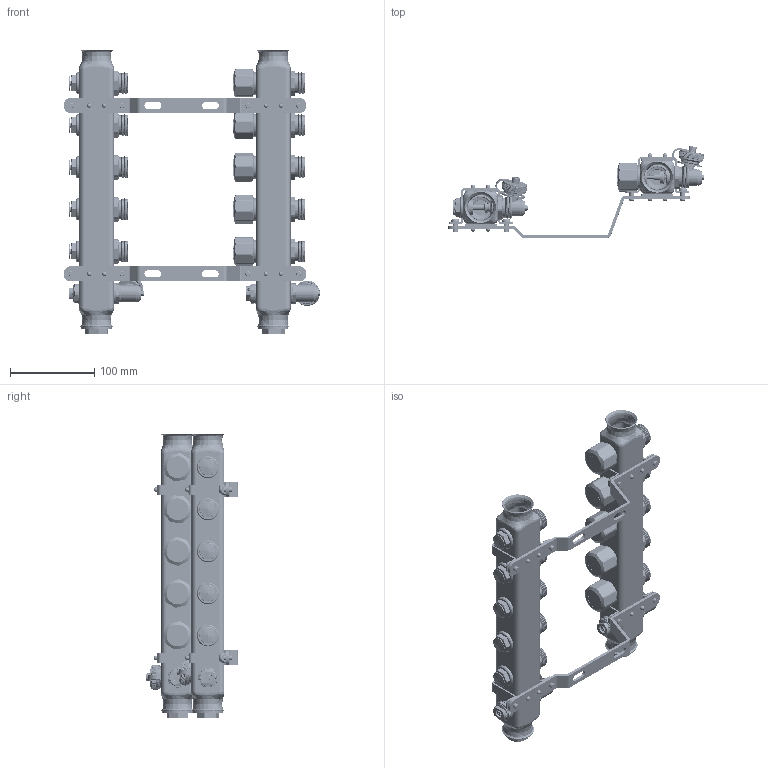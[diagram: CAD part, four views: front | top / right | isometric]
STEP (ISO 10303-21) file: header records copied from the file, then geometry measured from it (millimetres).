
FILE_DESCRIPTION (( 'STEP AP214' ), '1' );
FILE_NAME ('SSM-5R.STEP', '2023-11-11T16:49:26', ( '' ), ( '' ), 'SwSTEP 2.0', 'SolidWorks 2018', '' );
FILE_SCHEMA (( 'AUTOMOTIVE_DESIGN' ));
Length unit declared in the file: millimetre
Products named in the file (46): J002-FL; 滑菸煦阨ん盓殤; M6X12蹟佪; 肣菁啣; 砎蝶菁啣; 滑菸盓殤縐遠; 黑簽; 蚾饜极す砎々; 3100-15-02____.STEP; 6h; 囀鞠褒諉芛; W3100-15邿阨概.STEP; 媼芛簽; 概郋郪蚾6; 霜講數6; SSM-5R; 003裔赽; 3100-15-03____.STEP; 18X2; 懦伎鬥忒謫; 齬ァ概呿蹋芛; 粟銅杶; 縐遠; O____22x2.STEP; O____7x1.5.STEP; O____16x1.9.STEP; O____13x1.5.STEP; 祥凄詩裝赽; 粟銅概郋蚾饜极; 盓殤砎々18潔擒; 18X2.5; W3100-15邿阨概; 002; 7.6x1.9; 3100-15-04______.STEP; 354.002.00__________.STEP; 3100-15-05____.STEP; 003郪蚾; す鞠褒郪蚾; O____10x2.5.STEP ...
Assembly tree (75 placements, depth 5):
  SSM-5R
    概郋郪蚾6
      6h
      粟銅概郋蚾饜极  x5
        媼芛簽
        ѹñ
        祥凄詩裝赽
        粟銅杶
        肣菁啣
        砎蝶菁啣
        7.6x1.9
        18X2.5
      囀鞠褒諉芛  x5
      懦伎鬥忒謫  x5
      黑簽
      W3100-15邿阨概
        W3100-15邿阨概.STEP
          3100-15-01____.STEP
          3100-15-02____.STEP
          3100-15-03____.STEP
          3100-15-04______.STEP
          O____10x2.5.STEP
          O____13x1.5.STEP
          O____7x1.5.STEP
          O____22x2.STEP
          3100-15-05____.STEP
          326.200.00__________24.2x2.STEP
          O____16x1.9.STEP  x2
          354.002.00__________.STEP
      齬ァ概
        齬ァ概肣璃
        齬ァ概呿蹋芛
        齬ァ概羲壽
        18X2
    霜講數6
      6h
      黑簽
      W3100-15邿阨概
        W3100-15邿阨概.STEP
          3100-15-01____.STEP
          3100-15-02____.STEP
          3100-15-03____.STEP
          3100-15-04______.STEP
          O____10x2.5.STEP
          O____13x1.5.STEP
          O____7x1.5.STEP
          O____22x2.STEP
          3100-15-05____.STEP
          326.200.00__________24.2x2.STEP
          O____16x1.9.STEP  x2
          354.002.00__________.STEP
      齬ァ概
        齬ァ概肣璃
        齬ァ概呿蹋芛
        齬ァ概羲壽
        18X2
      す鞠褒郪蚾  x5
        003郪蚾
          002
          J002-FL
Bounding box: 305.17 x 109.62 x 338.6 mm (x, y, z)
Volume: 460577.8 mm3; surface area: 467194.9 mm2
Topology: 135 solids, 135 shells, 6045 faces, 14939 edges, 9440 vertices
Faces by surface type: cylinder 2354, plane 1812, cone 1087, torus 562, bspline 230
Entity records: 91361 total; most frequent: CARTESIAN_POINT 48674, ORIENTED_EDGE 8740, DIRECTION 8542, EDGE_CURVE 4370, AXIS2_PLACEMENT_3D 3496, VERTEX_POINT 2776, EDGE_LOOP 1924, FACE_OUTER_BOUND 1741
